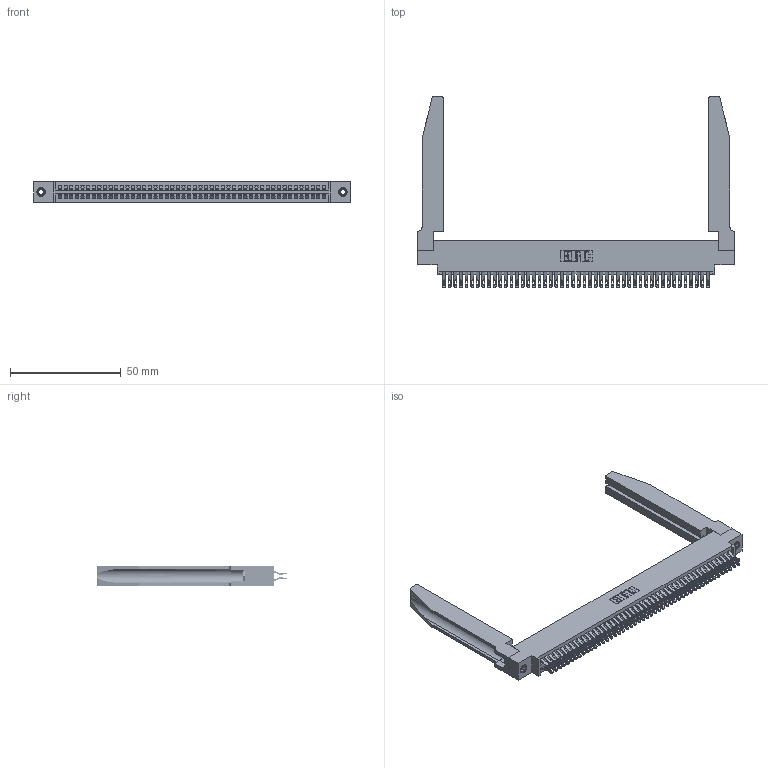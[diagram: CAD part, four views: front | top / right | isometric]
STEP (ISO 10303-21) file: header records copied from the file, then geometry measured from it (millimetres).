
FILE_DESCRIPTION (( 'STEP AP203' ), '1' );
FILE_NAME ('395-096-555-878.STEP', '2019-10-26T01:33:54', ( '' ), ( '' ), 'SwSTEP 2.0', 'SolidWorks 2016', '' );
FILE_SCHEMA (( 'CONFIG_CONTROL_DESIGN' ));
Length unit declared in the file: inch
Products named in the file (5): 345 Part_0.170 Offset - 0.156 Dia-TH; 345-292-001_555 Tail; 345-250-001_345-250-001-102; 345-220-078_345-220-078; 395-096-555-878
Assembly tree (101 placements, depth 2):
  395-096-555-878
    345 Part_0.170 Offset - 0.156 Dia-TH
    345-292-001_555 Tail  x96
    345-250-001_345-250-001-102  x2
    345-220-078_345-220-078  x2
Bounding box: 143.15 x 86.41 x 9.4 mm (x, y, z)
Volume: 21897.4 mm3; surface area: 28948.6 mm2
Topology: 101 solids, 101 shells, 5740 faces, 17953 edges, 11958 vertices
Faces by surface type: plane 3202, cylinder 2486, bspline 36, cone 12, torus 4
Entity records: 42052 total; most frequent: CARTESIAN_POINT 7997, ORIENTED_EDGE 6798, DIRECTION 6005, EDGE_CURVE 3399, VECTOR 2961, LINE 2961, VERTEX_POINT 2260, AXIS2_PLACEMENT_3D 1522
